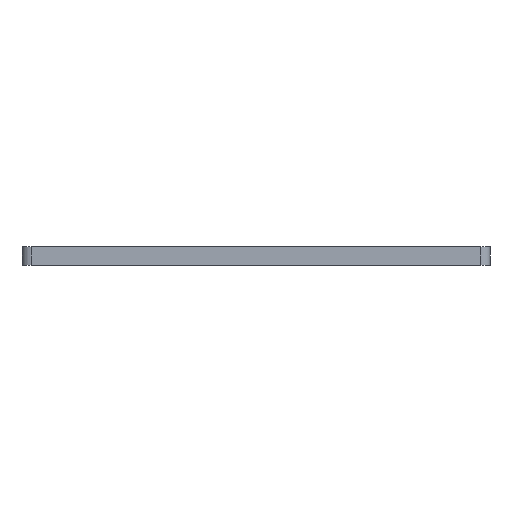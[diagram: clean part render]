
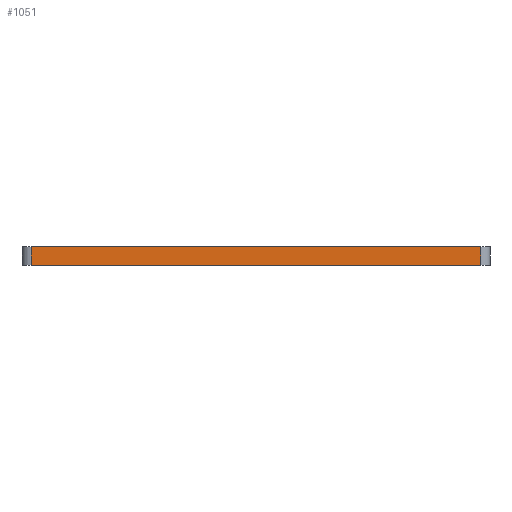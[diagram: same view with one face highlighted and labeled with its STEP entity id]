
A CAD part, front view. The second image highlights one B-rep face of the part: STEP entity #1051.
In plain terms, the highlighted planar face has unit normal (0, -1, 0).
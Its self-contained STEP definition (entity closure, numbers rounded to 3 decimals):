
#93=PLANE('',#1193);
#139=FACE_OUTER_BOUND('',#187,.T.);
#187=EDGE_LOOP('',(#859,#860,#861,#862));
#315=LINE('',#1778,#369);
#316=LINE('',#1781,#370);
#317=LINE('',#1783,#371);
#318=LINE('',#1784,#372);
#369=VECTOR('',#1495,10.);
#370=VECTOR('',#1498,10.);
#371=VECTOR('',#1499,10.);
#372=VECTOR('',#1500,10.);
#545=VERTEX_POINT('',#1774);
#546=VERTEX_POINT('',#1776);
#547=VERTEX_POINT('',#1780);
#548=VERTEX_POINT('',#1782);
#679=EDGE_CURVE('',#545,#546,#315,.T.);
#680=EDGE_CURVE('',#545,#547,#316,.T.);
#681=EDGE_CURVE('',#548,#546,#317,.T.);
#682=EDGE_CURVE('',#547,#548,#318,.T.);
#859=ORIENTED_EDGE('',*,*,#680,.F.);
#860=ORIENTED_EDGE('',*,*,#679,.T.);
#861=ORIENTED_EDGE('',*,*,#681,.F.);
#862=ORIENTED_EDGE('',*,*,#682,.F.);
#1051=ADVANCED_FACE('',(#139),#93,.T.);
#1193=AXIS2_PLACEMENT_3D('',#1779,#1496,#1497);
#1495=DIRECTION('',(0.,0.,1.));
#1496=DIRECTION('center_axis',(0.,-1.,0.));
#1497=DIRECTION('ref_axis',(1.,0.,0.));
#1498=DIRECTION('',(-1.,0.,0.));
#1499=DIRECTION('',(1.,0.,0.));
#1500=DIRECTION('',(0.,0.,1.));
#1774=CARTESIAN_POINT('',(12.3,-25.6,0.));
#1776=CARTESIAN_POINT('',(12.3,-25.6,1.));
#1778=CARTESIAN_POINT('',(12.3,-25.6,0.));
#1779=CARTESIAN_POINT('Origin',(-12.3,-25.6,0.));
#1780=CARTESIAN_POINT('',(-12.3,-25.6,0.));
#1781=CARTESIAN_POINT('',(12.3,-25.6,0.));
#1782=CARTESIAN_POINT('',(-12.3,-25.6,1.));
#1783=CARTESIAN_POINT('',(12.3,-25.6,1.));
#1784=CARTESIAN_POINT('',(-12.3,-25.6,0.));
